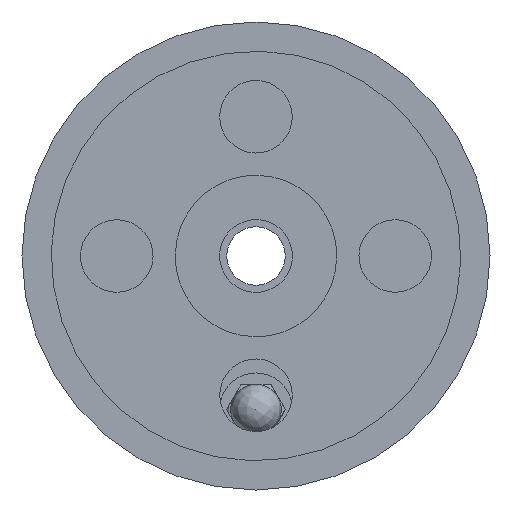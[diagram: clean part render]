
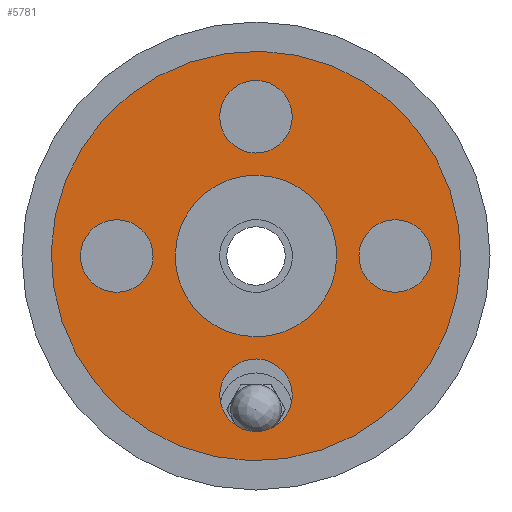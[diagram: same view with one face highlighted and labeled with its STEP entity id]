
A CAD part, front view. The second image highlights one B-rep face of the part: STEP entity #5781.
In plain terms, the highlighted face is planar.
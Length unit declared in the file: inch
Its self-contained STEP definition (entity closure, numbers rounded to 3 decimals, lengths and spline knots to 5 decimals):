
#5710=CARTESIAN_POINT('',(0.0,0.69,0.0));
#5711=DIRECTION('',(0.0,0.0,-1.0));
#5712=DIRECTION('',(-1.0,0.0,0.0));
#5713=AXIS2_PLACEMENT_3D('',#5710,#5711,#5712);
#5714=PLANE('',#5713);
#5715=CARTESIAN_POINT('',(0.83899,1.53577,0.));
#5716=VERTEX_POINT('',#5715);
#5717=CARTESIAN_POINT('',(0.0,0.0,0.));
#5718=DIRECTION('',(0.0,0.0,-1.0));
#5719=DIRECTION('',(1.0,0.0,0.0));
#5720=AXIS2_PLACEMENT_3D('',#5717,#5718,#5719);
#5721=CIRCLE('',#5720,1.75);
#5722=EDGE_CURVE('',#5716,#5716,#5721,.T.);
#5723=ORIENTED_EDGE('',*,*,#5722,.T.);
#5724=EDGE_LOOP('',(#5723));
#5725=FACE_OUTER_BOUND('',#5724,.T.);
#5726=CARTESIAN_POINT('',(0.14862,1.46205,0.));
#5727=VERTEX_POINT('',#5726);
#5728=CARTESIAN_POINT('',(0.,1.19,0.0));
#5729=DIRECTION('',(0.0,0.0,-1.0));
#5730=DIRECTION('',(1.0,0.0,0.0));
#5731=AXIS2_PLACEMENT_3D('',#5728,#5729,#5730);
#5732=CIRCLE('',#5731,0.31);
#5733=EDGE_CURVE('',#5727,#5727,#5732,.T.);
#5734=ORIENTED_EDGE('',*,*,#5733,.F.);
#5735=EDGE_LOOP('',(#5734));
#5736=FACE_BOUND('',#5735,.T.);
#5737=CARTESIAN_POINT('',(-1.46205,0.14862,0.));
#5738=VERTEX_POINT('',#5737);
#5739=CARTESIAN_POINT('',(-1.19,0.,0.0));
#5740=DIRECTION('',(0.0,0.0,-1.0));
#5741=DIRECTION('',(1.0,0.0,0.0));
#5742=AXIS2_PLACEMENT_3D('',#5739,#5740,#5741);
#5743=CIRCLE('',#5742,0.31);
#5744=EDGE_CURVE('',#5738,#5738,#5743,.T.);
#5745=ORIENTED_EDGE('',*,*,#5744,.F.);
#5746=EDGE_LOOP('',(#5745));
#5747=FACE_BOUND('',#5746,.T.);
#5748=CARTESIAN_POINT('',(-0.14862,-1.46205,0.));
#5749=VERTEX_POINT('',#5748);
#5750=CARTESIAN_POINT('',(0.,-1.19,0.0));
#5751=DIRECTION('',(0.0,0.0,-1.0));
#5752=DIRECTION('',(1.0,0.0,0.0));
#5753=AXIS2_PLACEMENT_3D('',#5750,#5751,#5752);
#5754=CIRCLE('',#5753,0.31);
#5755=EDGE_CURVE('',#5749,#5749,#5754,.T.);
#5756=ORIENTED_EDGE('',*,*,#5755,.F.);
#5757=EDGE_LOOP('',(#5756));
#5758=FACE_BOUND('',#5757,.T.);
#5759=CARTESIAN_POINT('',(0.3308,0.60553,0.0));
#5760=VERTEX_POINT('',#5759);
#5761=CARTESIAN_POINT('',(0.0,0.0,0.0));
#5762=DIRECTION('',(0.0,0.0,-1.0));
#5763=DIRECTION('',(1.0,0.0,0.0));
#5764=AXIS2_PLACEMENT_3D('',#5761,#5762,#5763);
#5765=CIRCLE('',#5764,0.69);
#5766=EDGE_CURVE('',#5760,#5760,#5765,.T.);
#5767=ORIENTED_EDGE('',*,*,#5766,.F.);
#5768=EDGE_LOOP('',(#5767));
#5769=FACE_BOUND('',#5768,.T.);
#5770=CARTESIAN_POINT('',(1.46205,-0.14862,0.));
#5771=VERTEX_POINT('',#5770);
#5772=CARTESIAN_POINT('',(1.19,0.0,0.0));
#5773=DIRECTION('',(0.0,0.0,-1.0));
#5774=DIRECTION('',(1.0,0.0,0.0));
#5775=AXIS2_PLACEMENT_3D('',#5772,#5773,#5774);
#5776=CIRCLE('',#5775,0.31);
#5777=EDGE_CURVE('',#5771,#5771,#5776,.T.);
#5778=ORIENTED_EDGE('',*,*,#5777,.F.);
#5779=EDGE_LOOP('',(#5778));
#5780=FACE_BOUND('',#5779,.T.);
#5781=ADVANCED_FACE('',(#5725,#5736,#5747,#5758,#5769,#5780),#5714,.T.);
